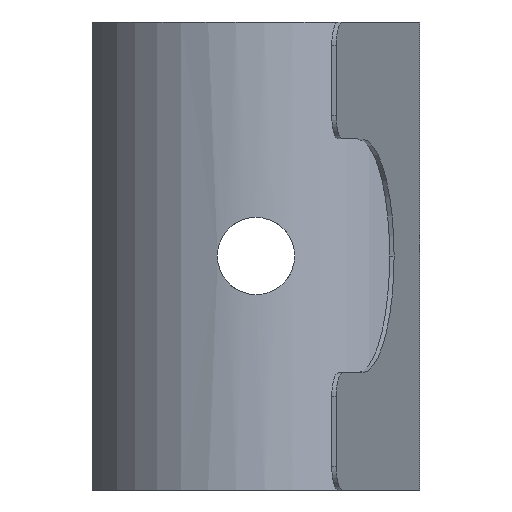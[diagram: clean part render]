
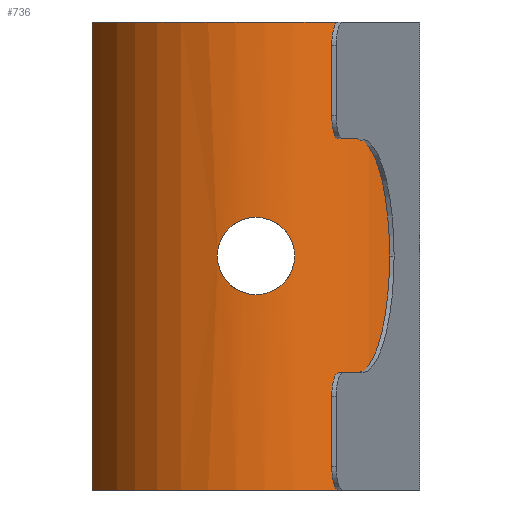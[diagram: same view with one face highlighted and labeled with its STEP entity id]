
A CAD part, front view. The second image highlights one B-rep face of the part: STEP entity #736.
In plain terms, the highlighted cylindrical face has radius 7.28 mm (diameter 14.56 mm), a partial arc.
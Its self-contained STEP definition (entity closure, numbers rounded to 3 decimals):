
#9 = CARTESIAN_POINT ( 'NONE',  ( 0., -7.28, 1.65 ) ) ;
#15 = CARTESIAN_POINT ( 'NONE',  ( 1.65, -7.091, -0.107 ) ) ;
#19 = CARTESIAN_POINT ( 'NONE',  ( 0., -7.28, -1.65 ) ) ;
#24 = CARTESIAN_POINT ( 'NONE',  ( -1.65, -7.091, -0.218 ) ) ;
#31 = CARTESIAN_POINT ( 'NONE',  ( -0.109, -7.28, 1.65 ) ) ;
#35 = CARTESIAN_POINT ( 'NONE',  ( -1.312, -7.161, -1.007 ) ) ;
#36 = VERTEX_POINT ( 'NONE', #451 ) ;
#37 = EDGE_CURVE ( 'NONE', #1132, #829, #639, .T. ) ;
#47 = CARTESIAN_POINT ( 'NONE',  ( -0.433, -7.27, -1.607 ) ) ;
#56 = CARTESIAN_POINT ( 'NONE',  ( -7., -2., -10. ) ) ;
#64 = DIRECTION ( 'NONE',  ( 0., 0., -1. ) ) ;
#68 = ORIENTED_EDGE ( 'NONE', *, *, #533, .T. ) ;
#72 = FACE_OUTER_BOUND ( 'NONE', #304, .T. ) ;
#88 = CARTESIAN_POINT ( 'NONE',  ( 1.09, -7.198, -1.243 ) ) ;
#94 = CARTESIAN_POINT ( 'NONE',  ( 0., 0., -10. ) ) ;
#120 = CARTESIAN_POINT ( 'NONE',  ( -1.242, -7.174, -1.091 ) ) ;
#128 = CARTESIAN_POINT ( 'NONE',  ( -1.431, -7.138, -0.828 ) ) ;
#129 = ORIENTED_EDGE ( 'NONE', *, *, #37, .T. ) ;
#131 = CARTESIAN_POINT ( 'NONE',  ( 0.43, -7.268, -1.597 ) ) ;
#135 = CYLINDRICAL_SURFACE ( 'NONE', #773, 7.28 ) ;
#137 = CARTESIAN_POINT ( 'NONE',  ( 0., -7.28, -1.65 ) ) ;
#152 = CARTESIAN_POINT ( 'NONE',  ( 6.342, -3.575, 10. ) ) ;
#175 = DIRECTION ( 'NONE',  ( 0., 0., -1. ) ) ;
#185 = EDGE_CURVE ( 'NONE', #36, #958, #562, .T. ) ;
#215 = CARTESIAN_POINT ( 'NONE',  ( -0.828, -7.233, -1.431 ) ) ;
#222 = CARTESIAN_POINT ( 'NONE',  ( -1.607, -7.101, -0.433 ) ) ;
#240 = ORIENTED_EDGE ( 'NONE', *, *, #677, .F. ) ;
#277 = CARTESIAN_POINT ( 'NONE',  ( 1.606, -7.101, 0.434 ) ) ;
#290 = AXIS2_PLACEMENT_3D ( 'NONE', #94, #379, #644 ) ;
#296 = LINE ( 'NONE', #470, #1059 ) ;
#304 = EDGE_LOOP ( 'NONE', ( #566, #240, #129, #1039 ) ) ;
#318 = ORIENTED_EDGE ( 'NONE', *, *, #185, .T. ) ;
#321 = CARTESIAN_POINT ( 'NONE',  ( 0., -7.28, 1.65 ) ) ;
#362 = CARTESIAN_POINT ( 'NONE',  ( 1.639, -7.093, -0.217 ) ) ;
#375 = CARTESIAN_POINT ( 'NONE',  ( -7., -2., 10. ) ) ;
#379 = DIRECTION ( 'NONE',  ( 0., 0., 1. ) ) ;
#388 = CARTESIAN_POINT ( 'NONE',  ( -1.639, -7.093, 0.216 ) ) ;
#391 = CIRCLE ( 'NONE', #535, 7.28 ) ;
#399 = CARTESIAN_POINT ( 'NONE',  ( -1.442, -7.136, 0.831 ) ) ;
#449 = VECTOR ( 'NONE', #175, 1000. ) ;
#451 = CARTESIAN_POINT ( 'NONE',  ( 0., -7.28, -1.65 ) ) ;
#461 = CARTESIAN_POINT ( 'NONE',  ( 1.091, -7.198, 1.242 ) ) ;
#463 = EDGE_CURVE ( 'NONE', #829, #573, #844, .T. ) ;
#470 = CARTESIAN_POINT ( 'NONE',  ( 6.342, -3.575, 10. ) ) ;
#471 = CARTESIAN_POINT ( 'NONE',  ( -0.732, -7.244, -1.483 ) ) ;
#486 = CARTESIAN_POINT ( 'NONE',  ( -1.007, -7.211, -1.311 ) ) ;
#495 = CARTESIAN_POINT ( 'NONE',  ( -0.216, -7.28, -1.65 ) ) ;
#533 = EDGE_CURVE ( 'NONE', #958, #36, #589, .T. ) ;
#535 = AXIS2_PLACEMENT_3D ( 'NONE', #697, #601, #685 ) ;
#562 = B_SPLINE_CURVE_WITH_KNOTS ( 'NONE', 3,
 ( #137, #495, #47, #471, #215, #486, #737, #120, #35, #128, #650, #222, #24, #840, #388, #565, #930, #399, #660, #1013, #749, #569, #1110, #834, #31, #1017 ),
 .UNSPECIFIED., .F., .F.,
 ( 4, 2, 2, 2, 2, 2, 2, 2, 2, 2, 2, 2, 4 ),
 ( 0.005, 0.006, 0.006, 0.006, 0.007, 0.007, 0.008, 0.008, 0.008, 0.009, 0.01, 0.01, 0.01 ),
 .UNSPECIFIED. ) ;
#565 = CARTESIAN_POINT ( 'NONE',  ( -1.597, -7.103, 0.427 ) ) ;
#566 = ORIENTED_EDGE ( 'NONE', *, *, #641, .F. ) ;
#569 = CARTESIAN_POINT ( 'NONE',  ( -0.535, -7.261, 1.565 ) ) ;
#573 = VERTEX_POINT ( 'NONE', #1022 ) ;
#589 = B_SPLINE_CURVE_WITH_KNOTS ( 'NONE', 3,
 ( #9, #1076, #1134, #1047, #642, #903, #605, #724, #461, #711, #818, #277, #804, #15, #362, #1088, #1001, #961, #888, #88, #1071, #632, #649, #1016, #131, #827, #1091, #19 ),
 .UNSPECIFIED., .F., .F.,
 ( 4, 2, 2, 2, 2, 2, 2, 2, 2, 2, 2, 2, 2, 4 ),
 ( 0., 0., 0.001, 0.001, 0.001, 0.002, 0.003, 0.003, 0.003, 0.004, 0.004, 0.005, 0.005, 0.005 ),
 .UNSPECIFIED. ) ;
#601 = DIRECTION ( 'NONE',  ( 0., 0., 1. ) ) ;
#605 = CARTESIAN_POINT ( 'NONE',  ( 0.828, -7.233, 1.431 ) ) ;
#632 = CARTESIAN_POINT ( 'NONE',  ( 0.829, -7.233, -1.431 ) ) ;
#633 = CARTESIAN_POINT ( 'NONE',  ( -7., -2., 10. ) ) ;
#639 = LINE ( 'NONE', #633, #449 ) ;
#641 = EDGE_CURVE ( 'NONE', #726, #573, #296, .T. ) ;
#642 = CARTESIAN_POINT ( 'NONE',  ( 0.533, -7.261, 1.565 ) ) ;
#644 = DIRECTION ( 'NONE',  ( 1., 0., 0. ) ) ;
#649 = CARTESIAN_POINT ( 'NONE',  ( 0.732, -7.244, -1.483 ) ) ;
#650 = CARTESIAN_POINT ( 'NONE',  ( -1.482, -7.128, -0.734 ) ) ;
#660 = CARTESIAN_POINT ( 'NONE',  ( -1.319, -7.161, 1.014 ) ) ;
#677 = EDGE_CURVE ( 'NONE', #1132, #726, #391, .T. ) ;
#685 = DIRECTION ( 'NONE',  ( 1., 0., 0. ) ) ;
#697 = CARTESIAN_POINT ( 'NONE',  ( 0., 0., 10. ) ) ;
#711 = CARTESIAN_POINT ( 'NONE',  ( 1.319, -7.161, 1.015 ) ) ;
#724 = CARTESIAN_POINT ( 'NONE',  ( 1.007, -7.211, 1.312 ) ) ;
#726 = VERTEX_POINT ( 'NONE', #152 ) ;
#736 = ADVANCED_FACE ( 'NONE', ( #846, #72 ), #135, .T. ) ;
#737 = CARTESIAN_POINT ( 'NONE',  ( -1.09, -7.198, -1.243 ) ) ;
#749 = CARTESIAN_POINT ( 'NONE',  ( -0.833, -7.235, 1.441 ) ) ;
#773 = AXIS2_PLACEMENT_3D ( 'NONE', #786, #64, #1057 ) ;
#786 = CARTESIAN_POINT ( 'NONE',  ( 0., 0., 10. ) ) ;
#804 = CARTESIAN_POINT ( 'NONE',  ( 1.65, -7.091, 0.217 ) ) ;
#818 = CARTESIAN_POINT ( 'NONE',  ( 1.441, -7.136, 0.831 ) ) ;
#827 = CARTESIAN_POINT ( 'NONE',  ( 0.217, -7.278, -1.639 ) ) ;
#829 = VERTEX_POINT ( 'NONE', #56 ) ;
#834 = CARTESIAN_POINT ( 'NONE',  ( -0.217, -7.278, 1.639 ) ) ;
#840 = CARTESIAN_POINT ( 'NONE',  ( -1.65, -7.091, 0.108 ) ) ;
#844 = CIRCLE ( 'NONE', #290, 7.28 ) ;
#846 = FACE_BOUND ( 'NONE', #978, .T. ) ;
#888 = CARTESIAN_POINT ( 'NONE',  ( 1.32, -7.161, -1.014 ) ) ;
#903 = CARTESIAN_POINT ( 'NONE',  ( 0.733, -7.244, 1.482 ) ) ;
#922 = DIRECTION ( 'NONE',  ( 0., 0., -1. ) ) ;
#930 = CARTESIAN_POINT ( 'NONE',  ( -1.565, -7.11, 0.533 ) ) ;
#958 = VERTEX_POINT ( 'NONE', #321 ) ;
#961 = CARTESIAN_POINT ( 'NONE',  ( 1.441, -7.137, -0.832 ) ) ;
#978 = EDGE_LOOP ( 'NONE', ( #68, #318 ) ) ;
#1001 = CARTESIAN_POINT ( 'NONE',  ( 1.566, -7.11, -0.532 ) ) ;
#1013 = CARTESIAN_POINT ( 'NONE',  ( -1.016, -7.21, 1.318 ) ) ;
#1016 = CARTESIAN_POINT ( 'NONE',  ( 0.533, -7.261, -1.565 ) ) ;
#1017 = CARTESIAN_POINT ( 'NONE',  ( 0., -7.28, 1.65 ) ) ;
#1022 = CARTESIAN_POINT ( 'NONE',  ( 6.342, -3.575, -10. ) ) ;
#1039 = ORIENTED_EDGE ( 'NONE', *, *, #463, .T. ) ;
#1047 = CARTESIAN_POINT ( 'NONE',  ( 0.428, -7.268, 1.597 ) ) ;
#1057 = DIRECTION ( 'NONE',  ( -1., 0., 0. ) ) ;
#1059 = VECTOR ( 'NONE', #922, 1000. ) ;
#1071 = CARTESIAN_POINT ( 'NONE',  ( 1.007, -7.211, -1.311 ) ) ;
#1076 = CARTESIAN_POINT ( 'NONE',  ( 0.109, -7.28, 1.65 ) ) ;
#1088 = CARTESIAN_POINT ( 'NONE',  ( 1.597, -7.103, -0.429 ) ) ;
#1091 = CARTESIAN_POINT ( 'NONE',  ( 0.108, -7.28, -1.65 ) ) ;
#1110 = CARTESIAN_POINT ( 'NONE',  ( -0.43, -7.268, 1.597 ) ) ;
#1132 = VERTEX_POINT ( 'NONE', #375 ) ;
#1134 = CARTESIAN_POINT ( 'NONE',  ( 0.217, -7.278, 1.639 ) ) ;
